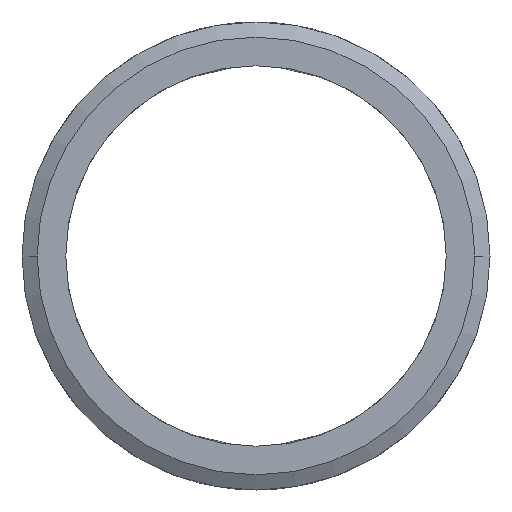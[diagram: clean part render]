
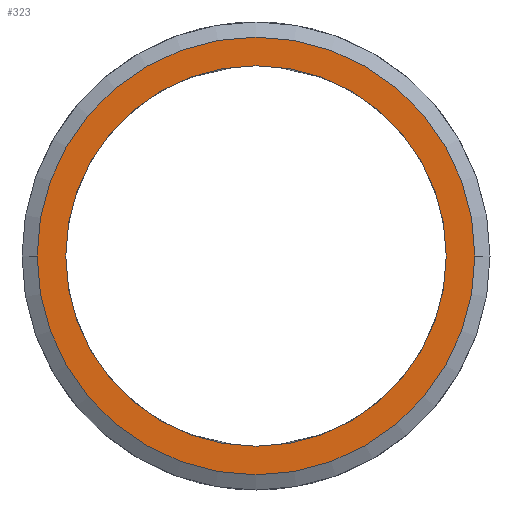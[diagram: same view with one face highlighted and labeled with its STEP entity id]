
A CAD part, left-side view. The second image highlights one B-rep face of the part: STEP entity #323.
In plain terms, the highlighted planar face has unit normal (-1, 0, 0).
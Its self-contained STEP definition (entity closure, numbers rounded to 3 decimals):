
#64 = EDGE_CURVE('',#65,#67,#69,.T.);
#65 = VERTEX_POINT('',#66);
#66 = CARTESIAN_POINT('',(9.282,6.435,1.079)
  );
#67 = VERTEX_POINT('',#68);
#68 = CARTESIAN_POINT('',(9.282,-6.275,1.079)
  );
#69 = CIRCLE('',#70,6.355);
#70 = AXIS2_PLACEMENT_3D('',#71,#72,#73);
#71 = CARTESIAN_POINT('',(9.282,0.08,
    1.079));
#72 = DIRECTION('',(-1.,-0.,0.));
#73 = DIRECTION('',(0.,-1.,0.));
#143 = VERTEX_POINT('',#144);
#144 = CARTESIAN_POINT('',(9.282,5.604,1.079)
  );
#150 = EDGE_CURVE('',#143,#151,#153,.T.);
#151 = VERTEX_POINT('',#152);
#152 = CARTESIAN_POINT('',(9.282,-5.445,1.079
    ));
#153 = CIRCLE('',#154,5.525);
#154 = AXIS2_PLACEMENT_3D('',#155,#156,#157);
#155 = CARTESIAN_POINT('',(9.282,0.08,
    1.079));
#156 = DIRECTION('',(1.,0.,0.));
#157 = DIRECTION('',(0.,-1.,0.));
#323 = ADVANCED_FACE('',(#324,#334),#344,.F.);
#324 = FACE_BOUND('',#325,.T.);
#325 = EDGE_LOOP('',(#326,#333));
#326 = ORIENTED_EDGE('',*,*,#327,.T.);
#327 = EDGE_CURVE('',#67,#65,#328,.T.);
#328 = CIRCLE('',#329,6.355);
#329 = AXIS2_PLACEMENT_3D('',#330,#331,#332);
#330 = CARTESIAN_POINT('',(9.282,0.08,
    1.079));
#331 = DIRECTION('',(-1.,-0.,0.));
#332 = DIRECTION('',(0.,-1.,0.));
#333 = ORIENTED_EDGE('',*,*,#64,.T.);
#334 = FACE_BOUND('',#335,.T.);
#335 = EDGE_LOOP('',(#336,#337));
#336 = ORIENTED_EDGE('',*,*,#150,.T.);
#337 = ORIENTED_EDGE('',*,*,#338,.T.);
#338 = EDGE_CURVE('',#151,#143,#339,.T.);
#339 = CIRCLE('',#340,5.525);
#340 = AXIS2_PLACEMENT_3D('',#341,#342,#343);
#341 = CARTESIAN_POINT('',(9.282,0.08,
    1.079));
#342 = DIRECTION('',(1.,0.,0.));
#343 = DIRECTION('',(0.,-1.,0.));
#344 = PLANE('',#345);
#345 = AXIS2_PLACEMENT_3D('',#346,#347,#348);
#346 = CARTESIAN_POINT('',(9.282,0.08,
    1.079));
#347 = DIRECTION('',(1.,0.,0.));
#348 = DIRECTION('',(0.,-1.,0.));
